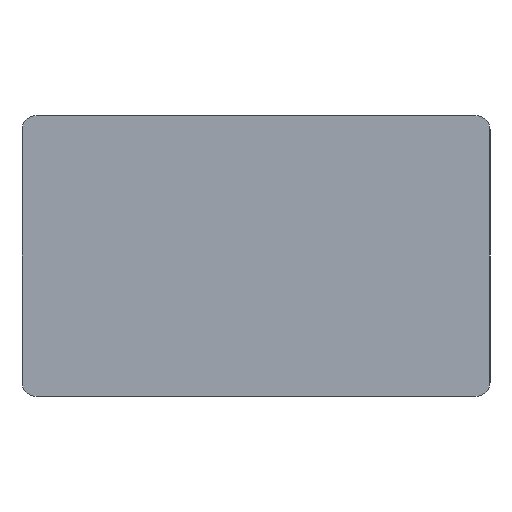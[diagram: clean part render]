
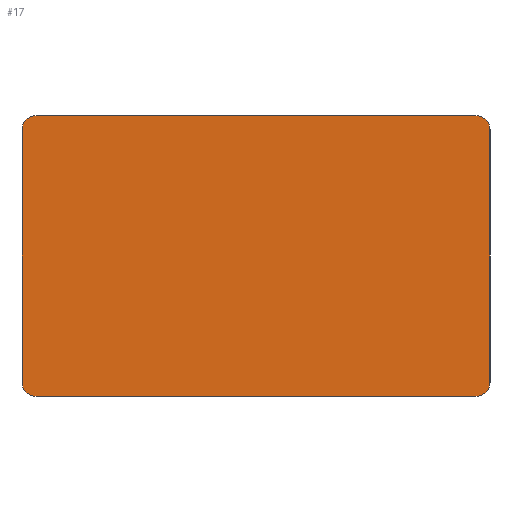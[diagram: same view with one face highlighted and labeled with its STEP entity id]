
A CAD part, left-side view. The second image highlights one B-rep face of the part: STEP entity #17.
In plain terms, the highlighted planar face has unit normal (-1, 0, 0).
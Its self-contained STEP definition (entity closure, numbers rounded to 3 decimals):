
#17 = ADVANCED_FACE('',(#18),#88,.F.);
#18 = FACE_BOUND('',#19,.F.);
#19 = EDGE_LOOP('',(#20,#30,#39,#47,#56,#64,#73,#81));
#20 = ORIENTED_EDGE('',*,*,#21,.F.);
#21 = EDGE_CURVE('',#22,#24,#26,.T.);
#22 = VERTEX_POINT('',#23);
#23 = CARTESIAN_POINT('',(-1.25,-1.,0.06));
#24 = VERTEX_POINT('',#25);
#25 = CARTESIAN_POINT('',(-1.25,-1.,1.14));
#26 = LINE('',#27,#28);
#27 = CARTESIAN_POINT('',(-1.25,-1.,0.));
#28 = VECTOR('',#29,1.);
#29 = DIRECTION('',(0.,0.,1.));
#30 = ORIENTED_EDGE('',*,*,#31,.T.);
#31 = EDGE_CURVE('',#22,#32,#34,.T.);
#32 = VERTEX_POINT('',#33);
#33 = CARTESIAN_POINT('',(-1.25,-0.94,0.));
#34 = CIRCLE('',#35,0.06);
#35 = AXIS2_PLACEMENT_3D('',#36,#37,#38);
#36 = CARTESIAN_POINT('',(-1.25,-0.94,0.06));
#37 = DIRECTION('',(1.,0.,-0.));
#38 = DIRECTION('',(0.,0.,1.));
#39 = ORIENTED_EDGE('',*,*,#40,.T.);
#40 = EDGE_CURVE('',#32,#41,#43,.T.);
#41 = VERTEX_POINT('',#42);
#42 = CARTESIAN_POINT('',(-1.25,0.94,0.));
#43 = LINE('',#44,#45);
#44 = CARTESIAN_POINT('',(-1.25,-1.,0.));
#45 = VECTOR('',#46,1.);
#46 = DIRECTION('',(0.,1.,0.));
#47 = ORIENTED_EDGE('',*,*,#48,.F.);
#48 = EDGE_CURVE('',#49,#41,#51,.T.);
#49 = VERTEX_POINT('',#50);
#50 = CARTESIAN_POINT('',(-1.25,1.,0.06));
#51 = CIRCLE('',#52,0.06);
#52 = AXIS2_PLACEMENT_3D('',#53,#54,#55);
#53 = CARTESIAN_POINT('',(-1.25,0.94,0.06));
#54 = DIRECTION('',(-1.,0.,0.));
#55 = DIRECTION('',(0.,0.,1.));
#56 = ORIENTED_EDGE('',*,*,#57,.T.);
#57 = EDGE_CURVE('',#49,#58,#60,.T.);
#58 = VERTEX_POINT('',#59);
#59 = CARTESIAN_POINT('',(-1.25,1.,1.14));
#60 = LINE('',#61,#62);
#61 = CARTESIAN_POINT('',(-1.25,1.,0.));
#62 = VECTOR('',#63,1.);
#63 = DIRECTION('',(0.,0.,1.));
#64 = ORIENTED_EDGE('',*,*,#65,.T.);
#65 = EDGE_CURVE('',#58,#66,#68,.T.);
#66 = VERTEX_POINT('',#67);
#67 = CARTESIAN_POINT('',(-1.25,0.94,1.2));
#68 = CIRCLE('',#69,0.06);
#69 = AXIS2_PLACEMENT_3D('',#70,#71,#72);
#70 = CARTESIAN_POINT('',(-1.25,0.94,1.14));
#71 = DIRECTION('',(1.,0.,-0.));
#72 = DIRECTION('',(0.,0.,1.));
#73 = ORIENTED_EDGE('',*,*,#74,.F.);
#74 = EDGE_CURVE('',#75,#66,#77,.T.);
#75 = VERTEX_POINT('',#76);
#76 = CARTESIAN_POINT('',(-1.25,-0.94,1.2));
#77 = LINE('',#78,#79);
#78 = CARTESIAN_POINT('',(-1.25,-1.,1.2));
#79 = VECTOR('',#80,1.);
#80 = DIRECTION('',(0.,1.,0.));
#81 = ORIENTED_EDGE('',*,*,#82,.F.);
#82 = EDGE_CURVE('',#24,#75,#83,.T.);
#83 = CIRCLE('',#84,0.06);
#84 = AXIS2_PLACEMENT_3D('',#85,#86,#87);
#85 = CARTESIAN_POINT('',(-1.25,-0.94,1.14));
#86 = DIRECTION('',(-1.,0.,0.));
#87 = DIRECTION('',(0.,0.,1.));
#88 = PLANE('',#89);
#89 = AXIS2_PLACEMENT_3D('',#90,#91,#92);
#90 = CARTESIAN_POINT('',(-1.25,-1.,0.));
#91 = DIRECTION('',(1.,0.,0.));
#92 = DIRECTION('',(0.,0.,1.));
